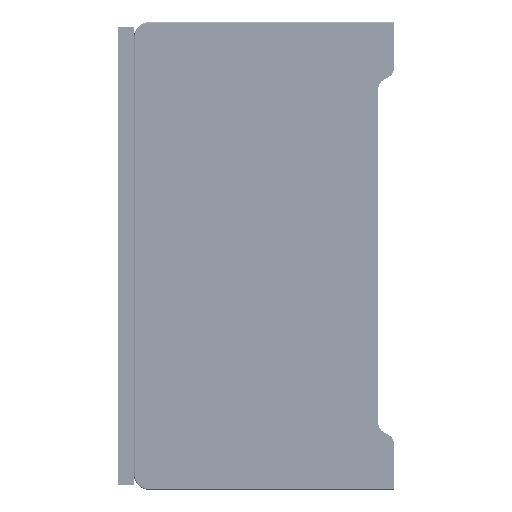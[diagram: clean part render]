
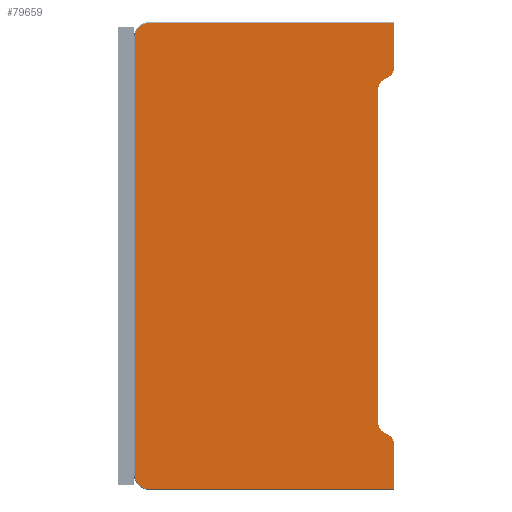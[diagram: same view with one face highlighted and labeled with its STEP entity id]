
A CAD part, left-side view. The second image highlights one B-rep face of the part: STEP entity #79659.
In plain terms, the highlighted planar face has unit normal (-1, 0, 0).
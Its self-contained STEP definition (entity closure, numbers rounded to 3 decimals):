
#1027=DIRECTION('',(0.,0.,1.));
#1028=VECTOR('',#1027,8.8);
#1029=CARTESIAN_POINT('',(0.,0.,-89.8));
#1030=LINE('',#1029,#1028);
#1067=DIRECTION('',(0.,0.,1.));
#1068=VECTOR('',#1067,64.226);
#1069=CARTESIAN_POINT('',(0.,3.,-77.113));
#1070=LINE('',#1069,#1068);
#1156=DIRECTION('',(0.,0.,1.));
#1157=VECTOR('',#1156,8.8);
#1158=CARTESIAN_POINT('',(0.,0.,-9.));
#1159=LINE('',#1158,#1157);
#2319=DIRECTION('',(0.,0.,-1.));
#2320=VECTOR('',#2319,84.);
#2321=CARTESIAN_POINT('',(0.,49.8,
-3.));
#2322=LINE('',#2321,#2320);
#2338=DIRECTION('',(0.,1.,0.));
#2339=VECTOR('',#2338,47.);
#2340=CARTESIAN_POINT('',(0.,0.,-0.2));
#2341=LINE('',#2340,#2339);
#2346=DIRECTION('',(0.,-0.866,-0.5));
#2347=VECTOR('',#2346,1.309);
#2348=CARTESIAN_POINT('',(0.,2.,
-78.845));
#2349=LINE('',#2348,#2347);
#2350=CARTESIAN_POINT('',(0.,1.732,-81.));
#2351=DIRECTION('',(1.,0.,0.));
#2352=DIRECTION('',(0.,-0.5,0.866));
#2353=AXIS2_PLACEMENT_3D('',#2350,#2351,#2352);
#2355=CARTESIAN_POINT('',(0.,47.,-87.));
#2356=DIRECTION('',(1.,0.,0.));
#2357=DIRECTION('',(0.,0.,-1.));
#2358=AXIS2_PLACEMENT_3D('',#2355,#2356,#2357);
#2360=CARTESIAN_POINT('',(0.,47.,-3.));
#2361=DIRECTION('',(1.,0.,0.));
#2362=DIRECTION('',(0.,1.,0.));
#2363=AXIS2_PLACEMENT_3D('',#2360,#2361,#2362);
#2365=CARTESIAN_POINT('',(0.,1.732,-9.));
#2366=DIRECTION('',(1.,0.,0.));
#2367=DIRECTION('',(0.,-1.,0.));
#2368=AXIS2_PLACEMENT_3D('',#2365,#2366,#2367);
#2370=DIRECTION('',(0.,0.866,-0.5));
#2371=VECTOR('',#2370,1.309);
#2372=CARTESIAN_POINT('',(0.,0.866,-10.5));
#2373=LINE('',#2372,#2371);
#2374=CARTESIAN_POINT('',(0.,1.,-12.887));
#2375=DIRECTION('',(-1.,0.,0.));
#2376=DIRECTION('',(0.,0.5,0.866));
#2377=AXIS2_PLACEMENT_3D('',#2374,#2375,#2376);
#2379=CARTESIAN_POINT('',(0.,1.,-77.113));
#2380=DIRECTION('',(-1.,0.,0.));
#2381=DIRECTION('',(0.,1.,0.));
#2382=AXIS2_PLACEMENT_3D('',#2379,#2380,#2381);
#2388=DIRECTION('',(0.,-1.,0.));
#2389=VECTOR('',#2388,47.);
#2390=CARTESIAN_POINT('',(0.,47.,
-89.8));
#2391=LINE('',#2390,#2389);
#68919=CARTESIAN_POINT('',(0.,0.,-81.));
#68921=VERTEX_POINT('',#68919);
#68926=CARTESIAN_POINT('',(0.,0.,-89.8));
#68927=VERTEX_POINT('',#68926);
#68928=CARTESIAN_POINT('',(0.,0.866,-79.5));
#68930=VERTEX_POINT('',#68928);
#68935=CARTESIAN_POINT('',(0.,2.,
-78.845));
#68937=VERTEX_POINT('',#68935);
#68940=CARTESIAN_POINT('',(0.,3.,-77.113));
#68942=VERTEX_POINT('',#68940);
#68947=CARTESIAN_POINT('',(0.,3.,-12.887));
#68949=VERTEX_POINT('',#68947);
#68968=CARTESIAN_POINT('',(0.,2.,
-11.155));
#68970=VERTEX_POINT('',#68968);
#68975=CARTESIAN_POINT('',(0.,0.866,-10.5));
#68977=VERTEX_POINT('',#68975);
#68980=CARTESIAN_POINT('',(0.,0.,-9.));
#68982=VERTEX_POINT('',#68980);
#68988=CARTESIAN_POINT('',(0.,0.,-0.2));
#68989=VERTEX_POINT('',#68988);
#69029=CARTESIAN_POINT('',(0.,49.8,-87.));
#69030=VERTEX_POINT('',#69029);
#69031=CARTESIAN_POINT('',(0.,47.,
-89.8));
#69032=VERTEX_POINT('',#69031);
#69033=CARTESIAN_POINT('',(0.,49.8,-3.));
#69034=VERTEX_POINT('',#69033);
#69035=CARTESIAN_POINT('',(0.,47.,-0.2));
#69036=VERTEX_POINT('',#69035);
#79637=CARTESIAN_POINT('',(0.,24.9,-45.));
#79638=DIRECTION('',(1.,0.,0.));
#79639=DIRECTION('',(0.,0.,1.));
#79640=AXIS2_PLACEMENT_3D('',#79637,#79638,#79639);
#79641=PLANE('',#79640);
#79642=ORIENTED_EDGE('',*,*,#78344,.T.);
#79643=ORIENTED_EDGE('',*,*,#78326,.T.);
#79644=ORIENTED_EDGE('',*,*,#78308,.F.);
#79646=ORIENTED_EDGE('',*,*,#79645,.F.);
#79647=ORIENTED_EDGE('',*,*,#79589,.T.);
#79648=ORIENTED_EDGE('',*,*,#79604,.F.);
#79649=ORIENTED_EDGE('',*,*,#79618,.T.);
#79650=ORIENTED_EDGE('',*,*,#79630,.F.);
#79651=ORIENTED_EDGE('',*,*,#78476,.F.);
#79652=ORIENTED_EDGE('',*,*,#78458,.T.);
#79653=ORIENTED_EDGE('',*,*,#78440,.T.);
#79654=ORIENTED_EDGE('',*,*,#78422,.T.);
#79655=ORIENTED_EDGE('',*,*,#78380,.F.);
#79656=ORIENTED_EDGE('',*,*,#78362,.T.);
#79657=EDGE_LOOP('',(#79642,#79643,#79644,#79646,#79647,#79648,#79649,#79650,
#79651,#79652,#79653,#79654,#79655,#79656));
#79658=FACE_OUTER_BOUND('',#79657,.F.);
#2354=CIRCLE('',#2353,1.732);
#2359=CIRCLE('',#2358,2.8);
#2364=CIRCLE('',#2363,2.8);
#2369=CIRCLE('',#2368,1.732);
#2378=CIRCLE('',#2377,2.);
#2383=CIRCLE('',#2382,2.);
#78308=EDGE_CURVE('',#68927,#68921,#1030,.T.);
#78326=EDGE_CURVE('',#68930,#68921,#2354,.T.);
#78344=EDGE_CURVE('',#68937,#68930,#2349,.T.);
#78362=EDGE_CURVE('',#68942,#68937,#2383,.T.);
#78380=EDGE_CURVE('',#68942,#68949,#1070,.T.);
#78422=EDGE_CURVE('',#68970,#68949,#2378,.T.);
#78440=EDGE_CURVE('',#68977,#68970,#2373,.T.);
#78458=EDGE_CURVE('',#68982,#68977,#2369,.T.);
#78476=EDGE_CURVE('',#68982,#68989,#1159,.T.);
#79589=EDGE_CURVE('',#69032,#69030,#2359,.T.);
#79604=EDGE_CURVE('',#69034,#69030,#2322,.T.);
#79618=EDGE_CURVE('',#69034,#69036,#2364,.T.);
#79630=EDGE_CURVE('',#68989,#69036,#2341,.T.);
#79645=EDGE_CURVE('',#69032,#68927,#2391,.T.);
#79659=ADVANCED_FACE('',(#79658),#79641,.F.);
